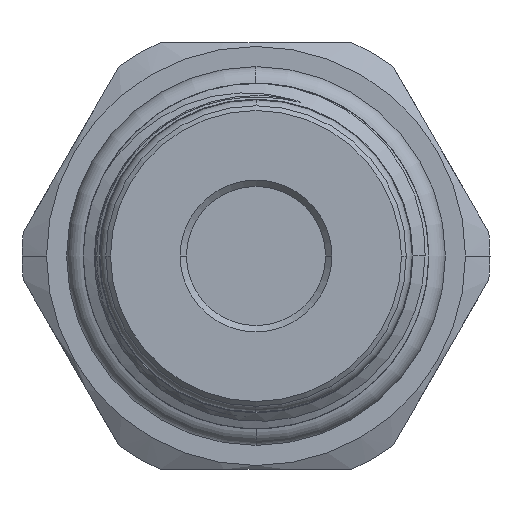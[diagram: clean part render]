
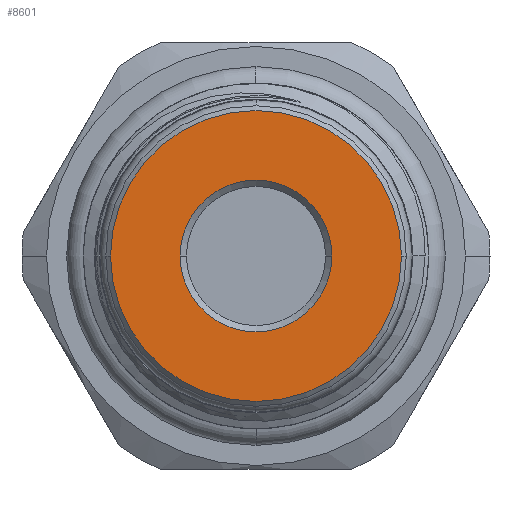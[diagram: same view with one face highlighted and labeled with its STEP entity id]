
A CAD part, left-side view. The second image highlights one B-rep face of the part: STEP entity #8601.
In plain terms, the highlighted planar face has unit normal (-1, 0, 0).
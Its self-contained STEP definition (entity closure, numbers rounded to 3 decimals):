
#77 = AXIS2_PLACEMENT_3D ( 'NONE', #11080, #2867, #2784 ) ;
#144 = DIRECTION ( 'NONE',  ( -1., 0., 0. ) ) ;
#875 = FACE_OUTER_BOUND ( 'NONE', #9427, .T. ) ;
#1008 = DIRECTION ( 'NONE',  ( 0., 1., 0. ) ) ;
#1075 = CARTESIAN_POINT ( 'NONE',  ( -43.4, -9.2, 0. ) ) ;
#1179 = CARTESIAN_POINT ( 'NONE',  ( -43.4, 0., 0. ) ) ;
#1192 = CARTESIAN_POINT ( 'NONE',  ( -43.4, 0., 0. ) ) ;
#1280 = EDGE_LOOP ( 'NONE', ( #7388, #5232 ) ) ;
#1854 = DIRECTION ( 'NONE',  ( -1., 0., 0. ) ) ;
#2117 = DIRECTION ( 'NONE',  ( 0., 1., 0. ) ) ;
#2197 = VERTEX_POINT ( 'NONE', #12083 ) ;
#2252 = DIRECTION ( 'NONE',  ( 1., 0., 0. ) ) ;
#2784 = DIRECTION ( 'NONE',  ( 0., 1., 0. ) ) ;
#2865 = CARTESIAN_POINT ( 'NONE',  ( -43.4, 0., 0. ) ) ;
#2867 = DIRECTION ( 'NONE',  ( 1., 0., 0. ) ) ;
#3126 = VERTEX_POINT ( 'NONE', #4589 ) ;
#3643 = DIRECTION ( 'NONE',  ( 0., 1., 0. ) ) ;
#4589 = CARTESIAN_POINT ( 'NONE',  ( -43.4, -4.8, 0. ) ) ;
#4830 = ORIENTED_EDGE ( 'NONE', *, *, #6339, .T. ) ;
#5216 = AXIS2_PLACEMENT_3D ( 'NONE', #2865, #1854, #3643 ) ;
#5232 = ORIENTED_EDGE ( 'NONE', *, *, #7761, .T. ) ;
#5646 = AXIS2_PLACEMENT_3D ( 'NONE', #13297, #7178, #1008 ) ;
#6172 = AXIS2_PLACEMENT_3D ( 'NONE', #1179, #144, #2117 ) ;
#6339 = EDGE_CURVE ( 'NONE', #13027, #9079, #12890, .T. ) ;
#7178 = DIRECTION ( 'NONE',  ( 1., 0., 0. ) ) ;
#7388 = ORIENTED_EDGE ( 'NONE', *, *, #9314, .T. ) ;
#7523 = DIRECTION ( 'NONE',  ( 0., 1., 0. ) ) ;
#7761 = EDGE_CURVE ( 'NONE', #2197, #3126, #7896, .T. ) ;
#7896 = CIRCLE ( 'NONE', #5646, 4.8 ) ;
#8583 = CIRCLE ( 'NONE', #10415, 4.8 ) ;
#8601 = ADVANCED_FACE ( 'NONE', ( #10065, #875 ), #10049, .F. ) ;
#9079 = VERTEX_POINT ( 'NONE', #10904 ) ;
#9314 = EDGE_CURVE ( 'NONE', #3126, #2197, #8583, .T. ) ;
#9427 = EDGE_LOOP ( 'NONE', ( #12217, #4830 ) ) ;
#9663 = CIRCLE ( 'NONE', #5216, 9.2 ) ;
#10049 = PLANE ( 'NONE',  #77 ) ;
#10065 = FACE_BOUND ( 'NONE', #1280, .T. ) ;
#10415 = AXIS2_PLACEMENT_3D ( 'NONE', #1192, #2252, #7523 ) ;
#10904 = CARTESIAN_POINT ( 'NONE',  ( -43.4, 9.2, 0. ) ) ;
#11080 = CARTESIAN_POINT ( 'NONE',  ( -43.4, 0., 0. ) ) ;
#12083 = CARTESIAN_POINT ( 'NONE',  ( -43.4, 4.8, 0. ) ) ;
#12217 = ORIENTED_EDGE ( 'NONE', *, *, #12893, .T. ) ;
#12890 = CIRCLE ( 'NONE', #6172, 9.2 ) ;
#12893 = EDGE_CURVE ( 'NONE', #9079, #13027, #9663, .T. ) ;
#13027 = VERTEX_POINT ( 'NONE', #1075 ) ;
#13297 = CARTESIAN_POINT ( 'NONE',  ( -43.4, 0., 0. ) ) ;
